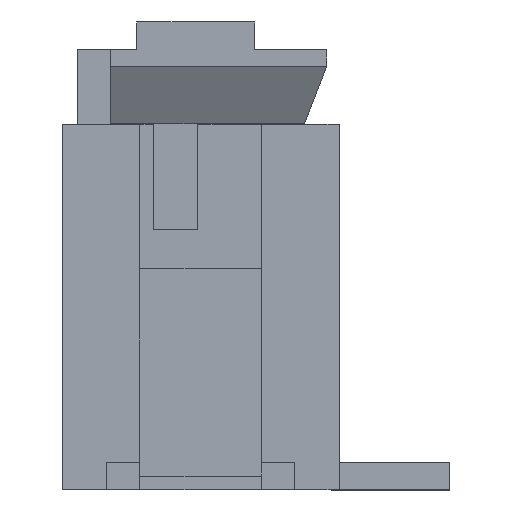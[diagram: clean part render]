
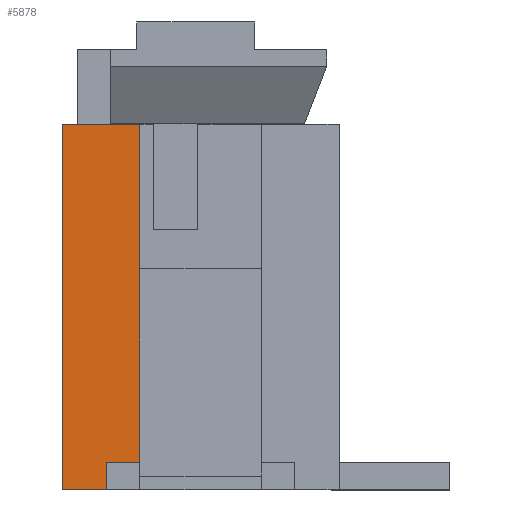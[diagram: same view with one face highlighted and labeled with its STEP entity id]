
A CAD part, left-side view. The second image highlights one B-rep face of the part: STEP entity #5878.
In plain terms, the highlighted planar face has unit normal (-1, 0, 0).
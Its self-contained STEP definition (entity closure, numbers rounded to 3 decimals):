
#3733 = PLANE('',#3734);
#3734 = AXIS2_PLACEMENT_3D('',#3735,#3736,#3737);
#3735 = CARTESIAN_POINT('',(-5.,2.5,6.6));
#3736 = DIRECTION('',(0.,-1.,0.));
#3737 = DIRECTION('',(1.,0.,0.));
#4497 = PLANE('',#4498);
#4498 = AXIS2_PLACEMENT_3D('',#4499,#4500,#4501);
#4499 = CARTESIAN_POINT('',(-5.,-2.5,0.));
#4500 = DIRECTION('',(0.,0.,1.));
#4501 = DIRECTION('',(0.,1.,0.));
#5052 = VERTEX_POINT('',#5053);
#5053 = CARTESIAN_POINT('',(-5.,1.7,0.));
#5067 = PLANE('',#5068);
#5068 = AXIS2_PLACEMENT_3D('',#5069,#5070,#5071);
#5069 = CARTESIAN_POINT('',(-5.,1.7,0.5));
#5070 = DIRECTION('',(0.,1.,0.));
#5071 = DIRECTION('',(0.,0.,-1.));
#5079 = EDGE_CURVE('',#5080,#5052,#5082,.T.);
#5080 = VERTEX_POINT('',#5081);
#5081 = CARTESIAN_POINT('',(-5.,2.5,0.));
#5082 = SURFACE_CURVE('',#5083,(#5087,#5094),.PCURVE_S1.);
#5083 = LINE('',#5084,#5085);
#5084 = CARTESIAN_POINT('',(-5.,-2.5,0.));
#5085 = VECTOR('',#5086,1.);
#5086 = DIRECTION('',(0.,-1.,0.));
#5087 = PCURVE('',#4497,#5088);
#5088 = DEFINITIONAL_REPRESENTATION('',(#5089),#5093);
#5089 = LINE('',#5090,#5091);
#5090 = CARTESIAN_POINT('',(0.,0.));
#5091 = VECTOR('',#5092,1.);
#5092 = DIRECTION('',(-1.,0.));
#5093 = ( GEOMETRIC_REPRESENTATION_CONTEXT(2) 
PARAMETRIC_REPRESENTATION_CONTEXT() REPRESENTATION_CONTEXT('2D SPACE',''
  ) );
#5094 = PCURVE('',#5095,#5100);
#5095 = PLANE('',#5096);
#5096 = AXIS2_PLACEMENT_3D('',#5097,#5098,#5099);
#5097 = CARTESIAN_POINT('',(-5.,2.5,6.6));
#5098 = DIRECTION('',(-1.,0.,0.));
#5099 = DIRECTION('',(0.,-1.,0.));
#5100 = DEFINITIONAL_REPRESENTATION('',(#5101),#5105);
#5101 = LINE('',#5102,#5103);
#5102 = CARTESIAN_POINT('',(5.,-6.6));
#5103 = VECTOR('',#5104,1.);
#5104 = DIRECTION('',(1.,0.));
#5105 = ( GEOMETRIC_REPRESENTATION_CONTEXT(2) 
PARAMETRIC_REPRESENTATION_CONTEXT() REPRESENTATION_CONTEXT('2D SPACE',''
  ) );
#5694 = PLANE('',#5695);
#5695 = AXIS2_PLACEMENT_3D('',#5696,#5697,#5698);
#5696 = CARTESIAN_POINT('',(-3.6,1.7,0.5));
#5697 = DIRECTION('',(0.,0.,-1.));
#5698 = DIRECTION('',(0.,-1.,0.));
#5878 = ADVANCED_FACE('',(#5879),#5095,.T.);
#5879 = FACE_BOUND('',#5880,.T.);
#5880 = EDGE_LOOP('',(#5881,#5904,#5927,#5955,#5983,#6004));
#5881 = ORIENTED_EDGE('',*,*,#5882,.F.);
#5882 = EDGE_CURVE('',#5883,#5052,#5885,.T.);
#5883 = VERTEX_POINT('',#5884);
#5884 = CARTESIAN_POINT('',(-5.,1.7,0.5));
#5885 = SURFACE_CURVE('',#5886,(#5890,#5897),.PCURVE_S1.);
#5886 = LINE('',#5887,#5888);
#5887 = CARTESIAN_POINT('',(-5.,1.7,0.5));
#5888 = VECTOR('',#5889,1.);
#5889 = DIRECTION('',(0.,0.,-1.));
#5890 = PCURVE('',#5095,#5891);
#5891 = DEFINITIONAL_REPRESENTATION('',(#5892),#5896);
#5892 = LINE('',#5893,#5894);
#5893 = CARTESIAN_POINT('',(0.8,-6.1));
#5894 = VECTOR('',#5895,1.);
#5895 = DIRECTION('',(0.,-1.));
#5896 = ( GEOMETRIC_REPRESENTATION_CONTEXT(2) 
PARAMETRIC_REPRESENTATION_CONTEXT() REPRESENTATION_CONTEXT('2D SPACE',''
  ) );
#5897 = PCURVE('',#5067,#5898);
#5898 = DEFINITIONAL_REPRESENTATION('',(#5899),#5903);
#5899 = LINE('',#5900,#5901);
#5900 = CARTESIAN_POINT('',(0.,0.));
#5901 = VECTOR('',#5902,1.);
#5902 = DIRECTION('',(1.,0.));
#5903 = ( GEOMETRIC_REPRESENTATION_CONTEXT(2) 
PARAMETRIC_REPRESENTATION_CONTEXT() REPRESENTATION_CONTEXT('2D SPACE',''
  ) );
#5904 = ORIENTED_EDGE('',*,*,#5905,.F.);
#5905 = EDGE_CURVE('',#5906,#5883,#5908,.T.);
#5906 = VERTEX_POINT('',#5907);
#5907 = CARTESIAN_POINT('',(-5.,1.1,0.5));
#5908 = SURFACE_CURVE('',#5909,(#5913,#5920),.PCURVE_S1.);
#5909 = LINE('',#5910,#5911);
#5910 = CARTESIAN_POINT('',(-5.,1.7,0.5));
#5911 = VECTOR('',#5912,1.);
#5912 = DIRECTION('',(0.,1.,0.));
#5913 = PCURVE('',#5095,#5914);
#5914 = DEFINITIONAL_REPRESENTATION('',(#5915),#5919);
#5915 = LINE('',#5916,#5917);
#5916 = CARTESIAN_POINT('',(0.8,-6.1));
#5917 = VECTOR('',#5918,1.);
#5918 = DIRECTION('',(-1.,0.));
#5919 = ( GEOMETRIC_REPRESENTATION_CONTEXT(2) 
PARAMETRIC_REPRESENTATION_CONTEXT() REPRESENTATION_CONTEXT('2D SPACE',''
  ) );
#5920 = PCURVE('',#5694,#5921);
#5921 = DEFINITIONAL_REPRESENTATION('',(#5922),#5926);
#5922 = LINE('',#5923,#5924);
#5923 = CARTESIAN_POINT('',(0.,1.4));
#5924 = VECTOR('',#5925,1.);
#5925 = DIRECTION('',(-1.,0.));
#5926 = ( GEOMETRIC_REPRESENTATION_CONTEXT(2) 
PARAMETRIC_REPRESENTATION_CONTEXT() REPRESENTATION_CONTEXT('2D SPACE',''
  ) );
#5927 = ORIENTED_EDGE('',*,*,#5928,.T.);
#5928 = EDGE_CURVE('',#5906,#5929,#5931,.T.);
#5929 = VERTEX_POINT('',#5930);
#5930 = CARTESIAN_POINT('',(-5.,1.1,6.6));
#5931 = SURFACE_CURVE('',#5932,(#5936,#5943),.PCURVE_S1.);
#5932 = LINE('',#5933,#5934);
#5933 = CARTESIAN_POINT('',(-5.,1.1,0.));
#5934 = VECTOR('',#5935,1.);
#5935 = DIRECTION('',(0.,0.,1.));
#5936 = PCURVE('',#5095,#5937);
#5937 = DEFINITIONAL_REPRESENTATION('',(#5938),#5942);
#5938 = LINE('',#5939,#5940);
#5939 = CARTESIAN_POINT('',(1.4,-6.6));
#5940 = VECTOR('',#5941,1.);
#5941 = DIRECTION('',(0.,1.));
#5942 = ( GEOMETRIC_REPRESENTATION_CONTEXT(2) 
PARAMETRIC_REPRESENTATION_CONTEXT() REPRESENTATION_CONTEXT('2D SPACE',''
  ) );
#5943 = PCURVE('',#5944,#5949);
#5944 = PLANE('',#5945);
#5945 = AXIS2_PLACEMENT_3D('',#5946,#5947,#5948);
#5946 = CARTESIAN_POINT('',(-5.,1.1,0.));
#5947 = DIRECTION('',(0.,1.,0.));
#5948 = DIRECTION('',(-1.,0.,0.));
#5949 = DEFINITIONAL_REPRESENTATION('',(#5950),#5954);
#5950 = LINE('',#5951,#5952);
#5951 = CARTESIAN_POINT('',(0.,0.));
#5952 = VECTOR('',#5953,1.);
#5953 = DIRECTION('',(0.,1.));
#5954 = ( GEOMETRIC_REPRESENTATION_CONTEXT(2) 
PARAMETRIC_REPRESENTATION_CONTEXT() REPRESENTATION_CONTEXT('2D SPACE',''
  ) );
#5955 = ORIENTED_EDGE('',*,*,#5956,.T.);
#5956 = EDGE_CURVE('',#5929,#5957,#5959,.T.);
#5957 = VERTEX_POINT('',#5958);
#5958 = CARTESIAN_POINT('',(-5.,2.5,6.6));
#5959 = SURFACE_CURVE('',#5960,(#5964,#5971),.PCURVE_S1.);
#5960 = LINE('',#5961,#5962);
#5961 = CARTESIAN_POINT('',(-5.,2.5,6.6));
#5962 = VECTOR('',#5963,1.);
#5963 = DIRECTION('',(0.,1.,0.));
#5964 = PCURVE('',#5095,#5965);
#5965 = DEFINITIONAL_REPRESENTATION('',(#5966),#5970);
#5966 = LINE('',#5967,#5968);
#5967 = CARTESIAN_POINT('',(0.,0.));
#5968 = VECTOR('',#5969,1.);
#5969 = DIRECTION('',(-1.,0.));
#5970 = ( GEOMETRIC_REPRESENTATION_CONTEXT(2) 
PARAMETRIC_REPRESENTATION_CONTEXT() REPRESENTATION_CONTEXT('2D SPACE',''
  ) );
#5971 = PCURVE('',#5972,#5977);
#5972 = PLANE('',#5973);
#5973 = AXIS2_PLACEMENT_3D('',#5974,#5975,#5976);
#5974 = CARTESIAN_POINT('',(-5.,2.5,6.6));
#5975 = DIRECTION('',(0.,0.,-1.));
#5976 = DIRECTION('',(1.,0.,0.));
#5977 = DEFINITIONAL_REPRESENTATION('',(#5978),#5982);
#5978 = LINE('',#5979,#5980);
#5979 = CARTESIAN_POINT('',(0.,0.));
#5980 = VECTOR('',#5981,1.);
#5981 = DIRECTION('',(0.,-1.));
#5982 = ( GEOMETRIC_REPRESENTATION_CONTEXT(2) 
PARAMETRIC_REPRESENTATION_CONTEXT() REPRESENTATION_CONTEXT('2D SPACE',''
  ) );
#5983 = ORIENTED_EDGE('',*,*,#5984,.T.);
#5984 = EDGE_CURVE('',#5957,#5080,#5985,.T.);
#5985 = SURFACE_CURVE('',#5986,(#5990,#5997),.PCURVE_S1.);
#5986 = LINE('',#5987,#5988);
#5987 = CARTESIAN_POINT('',(-5.,2.5,6.6));
#5988 = VECTOR('',#5989,1.);
#5989 = DIRECTION('',(0.,0.,-1.));
#5990 = PCURVE('',#5095,#5991);
#5991 = DEFINITIONAL_REPRESENTATION('',(#5992),#5996);
#5992 = LINE('',#5993,#5994);
#5993 = CARTESIAN_POINT('',(0.,0.));
#5994 = VECTOR('',#5995,1.);
#5995 = DIRECTION('',(0.,-1.));
#5996 = ( GEOMETRIC_REPRESENTATION_CONTEXT(2) 
PARAMETRIC_REPRESENTATION_CONTEXT() REPRESENTATION_CONTEXT('2D SPACE',''
  ) );
#5997 = PCURVE('',#3733,#5998);
#5998 = DEFINITIONAL_REPRESENTATION('',(#5999),#6003);
#5999 = LINE('',#6000,#6001);
#6000 = CARTESIAN_POINT('',(0.,0.));
#6001 = VECTOR('',#6002,1.);
#6002 = DIRECTION('',(0.,-1.));
#6003 = ( GEOMETRIC_REPRESENTATION_CONTEXT(2) 
PARAMETRIC_REPRESENTATION_CONTEXT() REPRESENTATION_CONTEXT('2D SPACE',''
  ) );
#6004 = ORIENTED_EDGE('',*,*,#5079,.T.);
